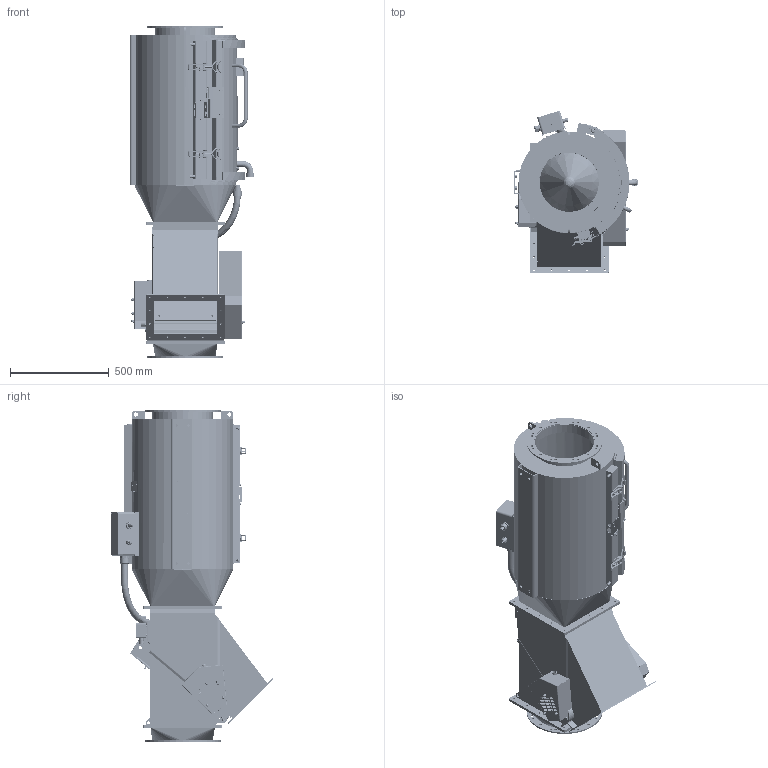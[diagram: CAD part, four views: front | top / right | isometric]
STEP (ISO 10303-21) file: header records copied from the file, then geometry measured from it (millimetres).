
FILE_DESCRIPTION(/* description */ (''),/* implementation_level */ '2;1');
FILE_NAME(/* name */ 'SPAA001064 - Customer.stp',/* time_stamp */ '2014-02-17T13:18:01+01:00',/* author */ ('bs'),/* organization */ (''),/* preprocessor_version */ 'ST-DEVELOPER v15.2',/* originating_system */ 'Autodesk Inventor 2014',/* authorisation */ '');
FILE_SCHEMA (('AUTOMOTIVE_DESIGN { 1 0 10303 214 3 1 1 }'));
Products named in the file (1): SPAA001064 - Customer
Bounding box: 631.56 x 823.27 x 1683.85 mm (x, y, z)
Volume: 25336761 mm3; surface area: 10870298.7 mm2
Topology: 47 solids, 49 shells, 9851 faces, 26142 edges, 17058 vertices
Faces by surface type: plane 5840, cylinder 1773, bspline 1555, cone 431, torus 219, sphere 33
Full cylindrical faces by diameter (mm): 2.459 x3, 2.5 x8, 3 x4, 3.242 x12, 3.3 x2, 3.5 x2, 4 x10, 4.134 x5, 4.6 x14, 4.917 x23, 5 x2, 5.5 x5, 5.8 x1, 5.9 x1, 6 x14, 6.4 x2, 6.5 x5, 6.647 x27, 7 x11, 7.16 x2, 7.4 x1, 7.48 x1, 7.5 x4, 8 x43, 8.1 x2, 8.331 x2, 8.376 x11, 8.4 x2, 8.566 x5, 8.667 x2
Entity records: 324316 total; most frequent: CARTESIAN_POINT 83530, ORIENTED_EDGE 49918, DIRECTION 42639, EDGE_CURVE 24693, VERTEX_POINT 16301, LINE 15939, VECTOR 15939, AXIS2_PLACEMENT_3D 13350
